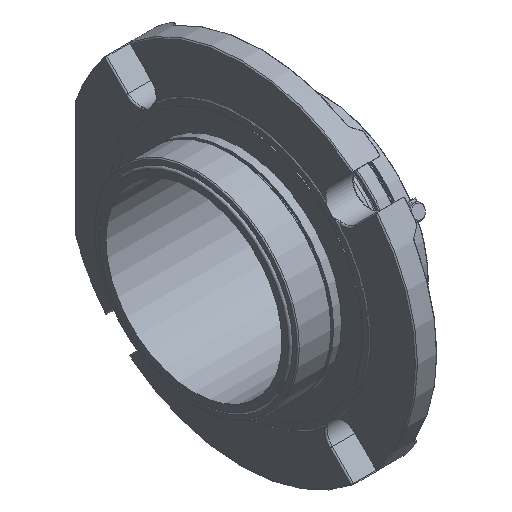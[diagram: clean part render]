
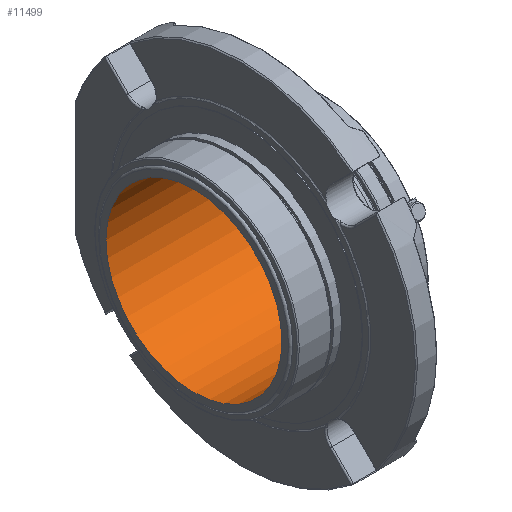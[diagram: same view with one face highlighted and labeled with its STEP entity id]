
A CAD part, isometric view. The second image highlights one B-rep face of the part: STEP entity #11499.
In plain terms, the highlighted cylindrical face has radius 63.5 mm (diameter 127 mm), a full revolution.
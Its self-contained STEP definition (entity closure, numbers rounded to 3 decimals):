
#1904=CYLINDRICAL_SURFACE('',#12809,63.5);
#5292=ORIENTED_EDGE('',*,*,#5294,.T.);
#5293=ORIENTED_EDGE('',*,*,#6665,.F.);
#5294=EDGE_CURVE('',#6926,#6926,#8008,.T.);
#6665=EDGE_CURVE('',#7843,#7843,#8582,.T.);
#6926=VERTEX_POINT('',#15939);
#7843=VERTEX_POINT('',#23029);
#8008=CIRCLE('',#11514,63.5);
#8582=CIRCLE('',#12641,63.5);
#9591=EDGE_LOOP('',(#5292));
#9592=EDGE_LOOP('',(#5293));
#10525=FACE_BOUND('',#9591,.T.);
#10526=FACE_BOUND('',#9592,.T.);
#11499=ADVANCED_FACE('',(#10525,#10526),#1904,.F.);
#11514=AXIS2_PLACEMENT_3D('',#15938,#12814,#12815);
#12641=AXIS2_PLACEMENT_3D('',#23028,#15526,#15527);
#12809=AXIS2_PLACEMENT_3D('',#23997,#15934,#15935);
#12814=DIRECTION('',(-1.,0.,0.));
#12815=DIRECTION('',(0.,0.,1.));
#15526=DIRECTION('',(-1.,0.,0.));
#15527=DIRECTION('',(0.,0.,1.));
#15934=DIRECTION('',(-1.,0.,0.));
#15935=DIRECTION('',(0.,0.,-1.));
#15938=CARTESIAN_POINT('',(-6.872,0.,0.));
#15939=CARTESIAN_POINT('',(-6.872,0.,63.5));
#23028=CARTESIAN_POINT('',(85.452,0.,0.));
#23029=CARTESIAN_POINT('',(85.452,0.,63.5));
#23997=CARTESIAN_POINT('',(124.55,0.,0.));
